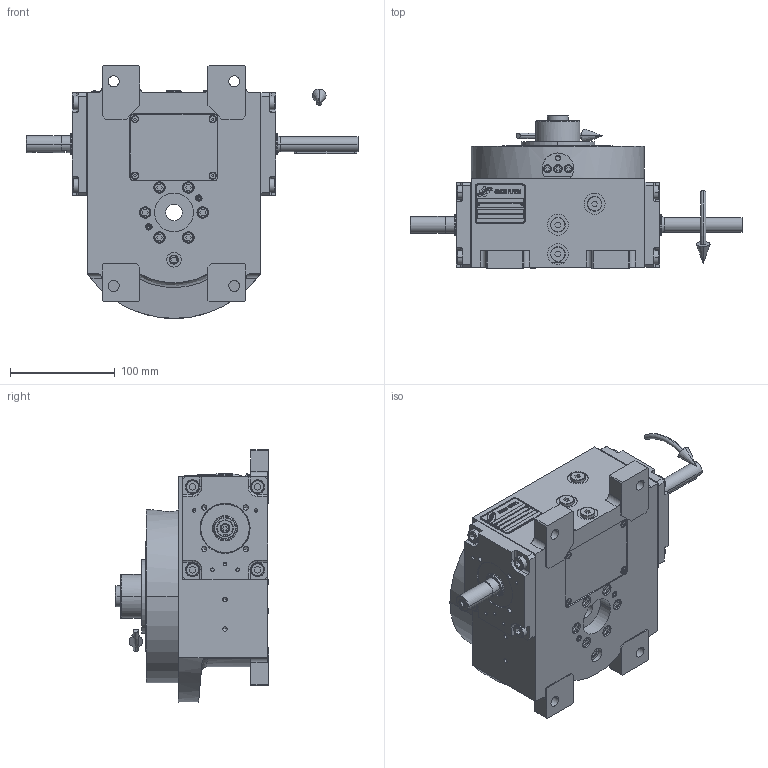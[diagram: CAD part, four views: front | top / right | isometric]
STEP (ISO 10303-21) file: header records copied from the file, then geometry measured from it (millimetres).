
FILE_DESCRIPTION (( 'STEP AP203' ), '1' );
FILE_NAME ('PC5200626.step', '2024-09-16T11:15:10', ( '' ), ( '' ), 'SwSTEP 2.0', 'SolidWorks 2020', '' );
FILE_SCHEMA (( 'CONFIG_CONTROL_DESIGN' ));
Length unit declared in the file: millimetre
Products named in the file (81): cfn2128_04_011; cfn2000_01_129; cfn2155_01_186; RIG06_021_AF0.stp; AS_rig04_002_bl_009; AS_cfn2476_01_001_48x38; cfn2070_05_001; cfn2151_01_162; cfn2151_01_092; AS_rig04_071_8_m; AS_rig04_015; AS_rig04_014; CFN2000_01_185.stp; cfn2104_01_002; rig04_071_8_m.stp; freccia_angolare; CFN2010_01_006.stp; CFN2104_02_017.stp; rig04_014; cfn2205_01_012; rig04_015; RIG04_005_AF0.stp; cfn2155_01_055; 900_38_30_003; cfn2000_01_147; PC5200626; cfn2003_01_063; cfn2104_01_016; cfn2151_01_087; CFN2203_02_001.stp; olio_agip_blasia_150; cfn2000_01_151; AS_rig04_004; CFN2155_01_007.stp; cfn2107_01_001; cfn2077_01_018; rig04_002_bl_009; AS_900_38_30_003; CFN2356_03_051.stp; rig04_001_a_001 ...
Assembly tree (71 placements, depth 5):
  cfn2151_01_162
  cfn2151_01_092
  CFN2010_01_006.stp
  cfn2205_01_012
  PC5200626
    rig04_001_a_001
    AS_cfn2476_01_001_48x38
      cfn2476_01_001_48x38
      cfn2107_01_001
      cfn2107_01_001
    AS_rig04_071_8_m
      rig04_071_8_m.stp
        RIG04_005_ASM.stp
          RIG04_005_AF0.stp
          RIG06_021_AF0.stp
          CFN2000_01_185.stp
          CFN2000_01_185.stp
          CFN2104_02_017.stp
        CFN2155_01_007.stp
        CFN2010_02_002.stp
      rig04_003_8
      cfn2000_01_147
      cfn2000_01_147
      cfn2000_01_147
      cfn2000_01_147
      cfn2000_01_147
      cfn2000_01_147
      cfn2000_01_147
      cfn2000_01_147
      cfn2104_01_016  x2
    AS_rig04_014
      rig04_014
      cfn2000_01_151
      cfn2000_01_151
      cfn2000_01_151
      cfn2000_01_151
      cfn2000_01_151
      cfn2000_01_151
      cfn2155_01_186
      cfn2104_01_002
      cfn2104_01_002
    AS_rig04_004
      rig04_004
      cfn2155_01_055
      cfn2070_05_001
      cfn2000_01_129  x2
      cfn2000_01_129
      cfn2000_01_129
    AS_rig04_004
      rig04_004
      cfn2155_01_055
      cfn2070_05_001
      cfn2000_01_129  x2
      cfn2000_01_129
      cfn2000_01_129
    AS_rig04_002_bl_009
      rig04_002_bl_009
      cfn2115_02_188
    cfn2128_04_011
    cfn2128_04_011
Bounding box: 316.5 x 146 x 241 mm (x, y, z)
Volume: 1359383.6 mm3; surface area: 422173.9 mm2
Topology: 74 solids, 74 shells, 2125 faces, 5143 edges, 3278 vertices
Faces by surface type: plane 1078, cylinder 661, cone 365, torus 14, sphere 6, bspline 1
Entity records: 70633 total; most frequent: CARTESIAN_POINT 13475, DIRECTION 10328, ORIENTED_EDGE 9814, EDGE_CURVE 4907, AXIS2_PLACEMENT_3D 3565, LINE 3198, VECTOR 3198, VERTEX_POINT 3186
